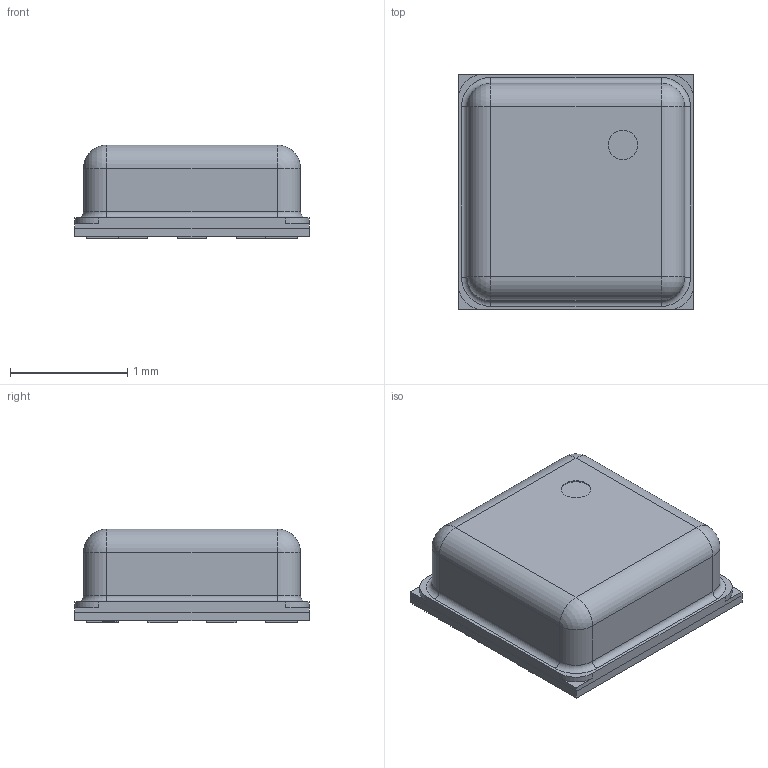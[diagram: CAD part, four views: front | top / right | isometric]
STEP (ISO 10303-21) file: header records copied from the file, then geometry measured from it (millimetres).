
FILE_DESCRIPTION (( 'STEP AP214' ), '1' );
FILE_NAME ('錨璃2.STEP', '2024-09-14T01:54:08', ( '' ), ( '' ), 'SwSTEP 2.0', 'SolidWorks 2021', '' );
FILE_SCHEMA (( 'AUTOMOTIVE_DESIGN' ));
Length unit declared in the file: millimetre
Products named in the file (1): 錨璃2
Bounding box: 2 x 2 x 0.8 mm (x, y, z)
Volume: 2.7 mm3; surface area: 21.1 mm2
Topology: 2 solids, 2 shells, 326 faces, 854 edges, 560 vertices
Faces by surface type: plane 202, bspline 98, cylinder 18, sphere 4, torus 4
Entity records: 14035 total; most frequent: CARTESIAN_POINT 3043, ORIENTED_EDGE 1700, DIRECTION 1148, EDGE_CURVE 850, LINE 610, VECTOR 610, VERTEX_POINT 560, EDGE_LOOP 358
